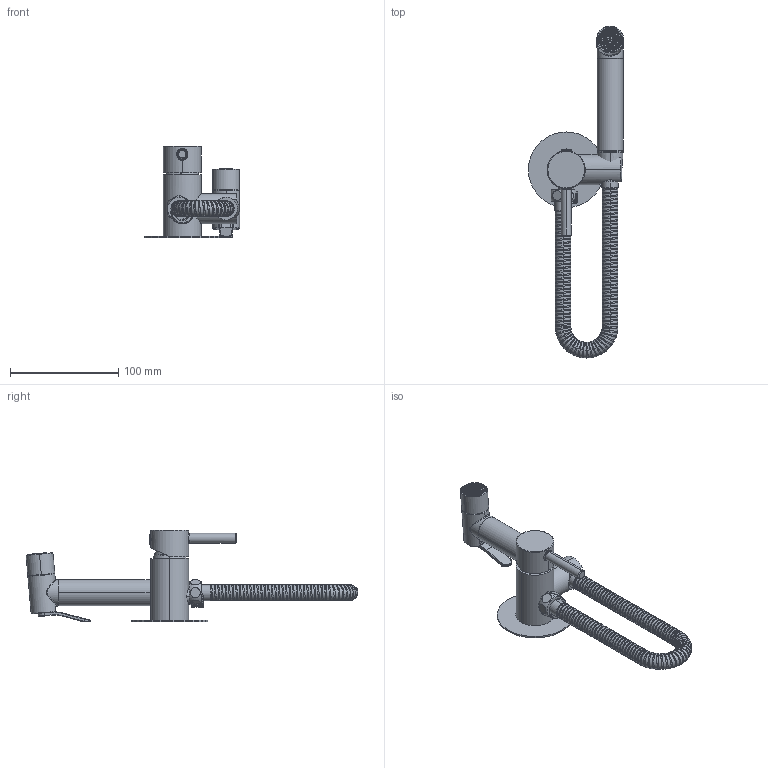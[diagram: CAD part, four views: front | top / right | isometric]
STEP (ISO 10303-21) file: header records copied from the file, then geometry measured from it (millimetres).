
FILE_DESCRIPTION((''),'2;1');
FILE_NAME('ZDUP125CR','2023-01-23T11:50:45',('simone.bertoli'),('PAFFONI SpA'),'CREO PARAMETRIC BY PTC INC, 2022124','CREO PARAMETRIC BY PTC INC, 2022124','');
FILE_SCHEMA(('CONFIG_CONTROL_DESIGN','SHAPE_APPEARANCE_LAYERS_GROUPS'));
Length unit declared in the file: millimetre
Products named in the file (1): ZDUP125CR
Bounding box: 88 x 306.94 x 84.8 mm (x, y, z)
Surface area: 80065.5 mm2 (no closed solid volume)
Topology: 0 solids, 46 shells, 869 faces, 3340 edges, 2467 vertices
Faces by surface type: cylinder 304, plane 205, bspline 144, torus 135, cone 73, sphere 6, revolution 2
Entity records: 77848 total; most frequent: CARTESIAN_POINT 45243, ORIENTED_EDGE 5342, DIRECTION 5205, EDGE_CURVE 3334, VERTEX_POINT 2467, AXIS2_PLACEMENT_3D 2107, CIRCLE 1384, VECTOR 989
